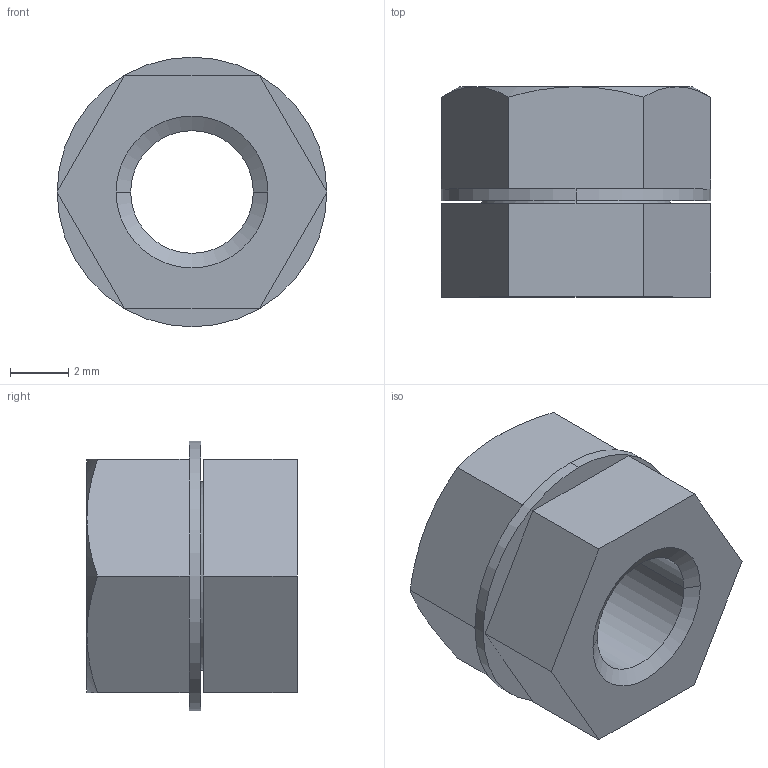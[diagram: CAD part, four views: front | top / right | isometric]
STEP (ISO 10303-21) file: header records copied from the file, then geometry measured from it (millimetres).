
FILE_DESCRIPTION((''),'2;1');
FILE_NAME('0RRIM005_____0_INST','2019-10-29T15:49:27',('kim.bk'),(''),'CREO PARAMETRIC BY PTC INC, 2019010','CREO PARAMETRIC BY PTC INC, 2019010','');
FILE_SCHEMA(('CONFIG_CONTROL_DESIGN'));
Length unit declared in the file: millimetre
Products named in the file (1): 0RRIM005_____0_INST
Bounding box: 9.24 x 7.2 x 9.24 mm (x, y, z)
Volume: 295.6 mm3; surface area: 568 mm2
Topology: 2 solids, 2 shells, 288 faces, 782 edges, 514 vertices
Faces by surface type: plane 268, cone 14, cylinder 6
Entity records: 8984 total; most frequent: CARTESIAN_POINT 1662, ORIENTED_EDGE 1564, DIRECTION 1382, EDGE_CURVE 782, VECTOR 734, LINE 734, VERTEX_POINT 514, AXIS2_PLACEMENT_3D 324
